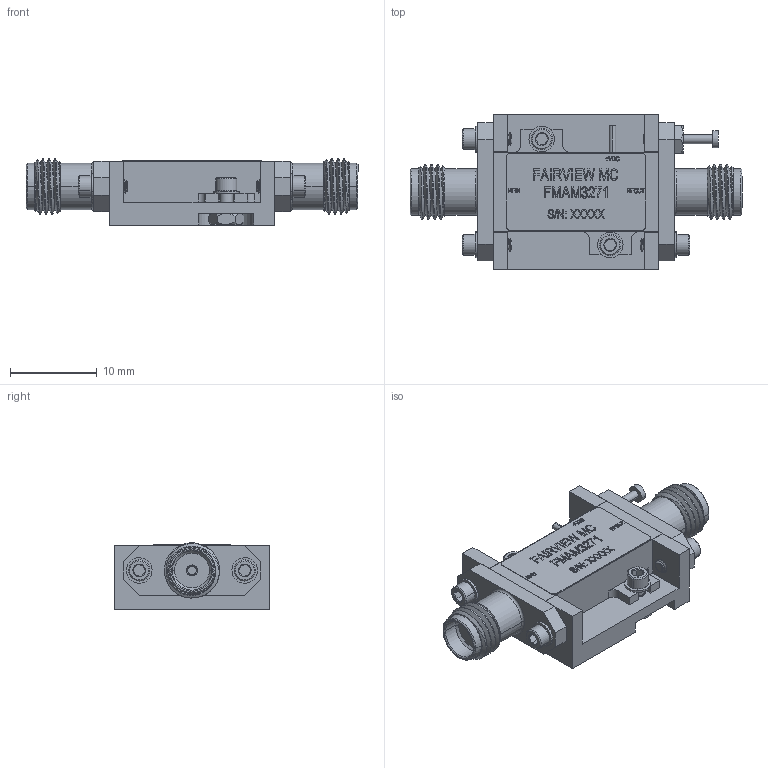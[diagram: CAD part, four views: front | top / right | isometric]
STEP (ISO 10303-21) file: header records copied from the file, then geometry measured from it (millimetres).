
FILE_DESCRIPTION (( 'STEP AP203' ), '1' );
FILE_NAME ('PE15A3271.step', '2018-09-13T15:02:28', ( '' ), ( '' ), 'SwSTEP 2.0', 'SolidWorks 2017', '' );
FILE_SCHEMA (( 'CONFIG_CONTROL_DESIGN' ));
Products named in the file (1): PE15A3271
Bounding box: 38.2 x 17.78 x 7.62 mm (x, y, z)
Volume: 2433.1 mm3; surface area: 2982 mm2
Topology: 15 solids, 15 shells, 1129 faces, 2942 edges, 1916 vertices
Faces by surface type: plane 561, cylinder 295, bspline 149, cone 120, torus 4
Entity records: 47363 total; most frequent: CARTESIAN_POINT 21654, ORIENTED_EDGE 5884, DIRECTION 4472, EDGE_CURVE 2942, VERTEX_POINT 1916, LINE 1762, VECTOR 1762, AXIS2_PLACEMENT_3D 1355
